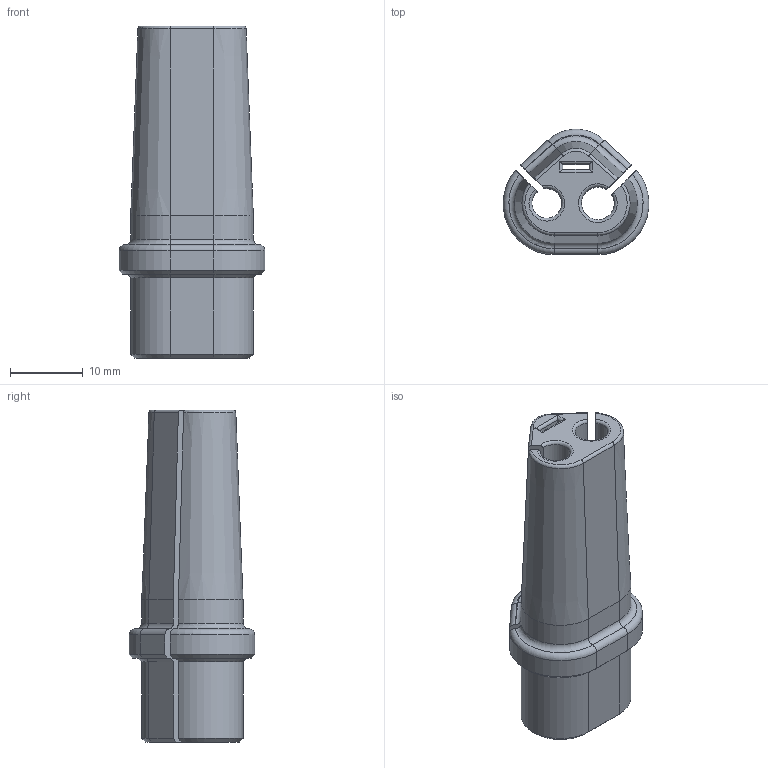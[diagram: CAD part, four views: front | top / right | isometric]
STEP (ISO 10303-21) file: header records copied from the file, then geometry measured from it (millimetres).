
FILE_DESCRIPTION(('Open CASCADE Model'),'2;1');
FILE_NAME('Open CASCADE Shape Model','2024-08-25T12:24:59',('Author'),( 'Open CASCADE'),'Open CASCADE STEP processor 7.7','Open CASCADE 7.7' ,'Unknown');
FILE_SCHEMA(('AUTOMOTIVE_DESIGN { 1 0 10303 214 1 1 1 1 }'));
Length unit declared in the file: millimetre
Products named in the file (1): Open CASCADE STEP translator 7.7 4
Bounding box: 19.97 x 17.18 x 45.5 mm (x, y, z)
Volume: 6093.6 mm3; surface area: 4416.4 mm2
Topology: 1 solids, 1 shells, 88 faces, 222 edges, 136 vertices
Faces by surface type: plane 39, cylinder 24, cone 14, torus 11
Entity records: 5869 total; most frequent: CARTESIAN_POINT 1667, DIRECTION 719, ORIENTED_EDGE 444, PCURVE 444, DEFINITIONAL_REPRESENTATION 444, LINE 353, VECTOR 353, EDGE_CURVE 222
